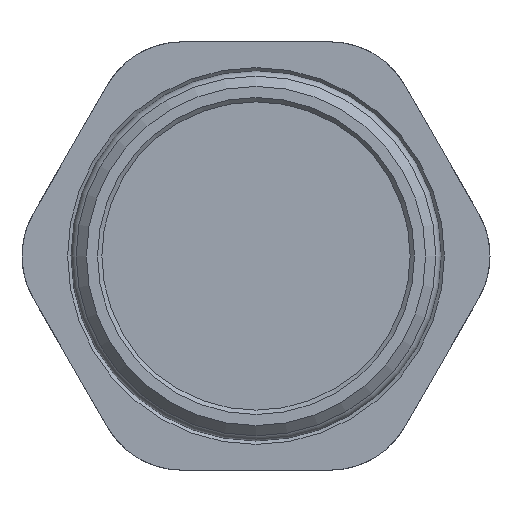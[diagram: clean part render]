
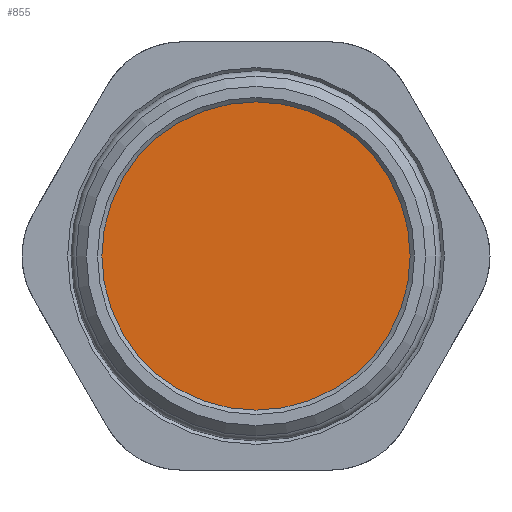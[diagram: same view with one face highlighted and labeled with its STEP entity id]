
A CAD part, front view. The second image highlights one B-rep face of the part: STEP entity #855.
In plain terms, the highlighted planar face has unit normal (0, -1, 0).
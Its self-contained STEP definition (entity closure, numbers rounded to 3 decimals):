
#189=FACE_OUTER_BOUND('',#244,.T.);
#244=EDGE_LOOP('',(#569));
#305=CIRCLE('',#935,18.);
#350=VERTEX_POINT('',#1283);
#436=EDGE_CURVE('',#350,#350,#305,.T.);
#569=ORIENTED_EDGE('',*,*,#436,.T.);
#835=PLANE('',#934);
#855=ADVANCED_FACE('',(#189),#835,.F.);
#934=AXIS2_PLACEMENT_3D('',#1282,#1038,#1039);
#935=AXIS2_PLACEMENT_3D('',#1284,#1040,#1041);
#1038=DIRECTION('center_axis',(0.,1.,0.));
#1039=DIRECTION('ref_axis',(0.,0.,1.));
#1040=DIRECTION('center_axis',(0.,-1.,0.));
#1041=DIRECTION('ref_axis',(-1.,0.,0.));
#1282=CARTESIAN_POINT('Origin',(0.,8.308,0.));
#1283=CARTESIAN_POINT('',(18.,8.307,0.));
#1284=CARTESIAN_POINT('Origin',(0.,8.308,0.));
